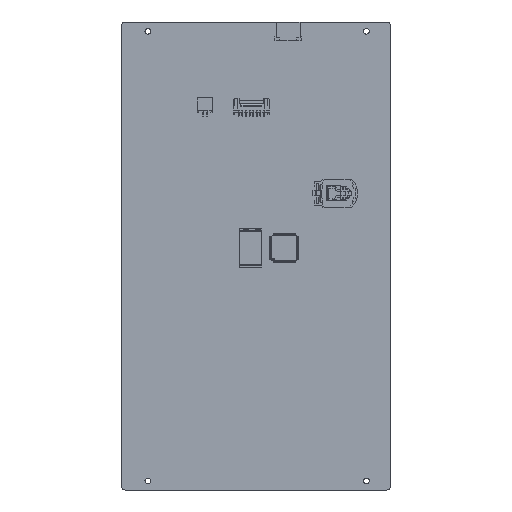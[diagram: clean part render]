
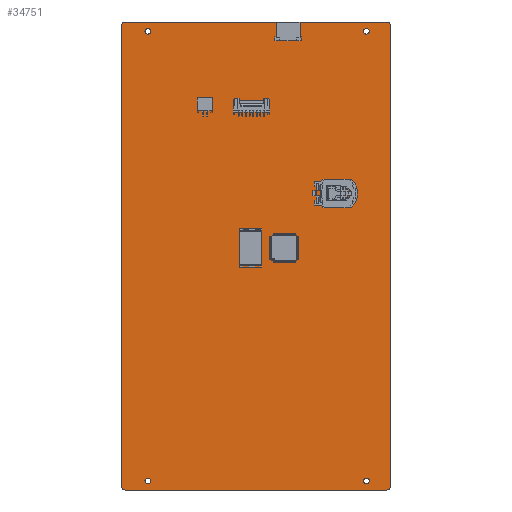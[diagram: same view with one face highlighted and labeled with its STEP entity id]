
A CAD part, front view. The second image highlights one B-rep face of the part: STEP entity #34751.
In plain terms, the highlighted planar face has unit normal (0, -1, 0).
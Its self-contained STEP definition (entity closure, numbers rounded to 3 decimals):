
#118=FACE_BOUND('',#3531,.T.);
#119=FACE_BOUND('',#3532,.T.);
#120=FACE_BOUND('',#3533,.T.);
#121=FACE_BOUND('',#3534,.T.);
#150=PLANE('',#37037);
#1661=FACE_OUTER_BOUND('',#3530,.T.);
#3530=EDGE_LOOP('',(#22819,#22820,#22821,#22822,#22823,#22824,#22825,#22826));
#3531=EDGE_LOOP('',(#22827));
#3532=EDGE_LOOP('',(#22828));
#3533=EDGE_LOOP('',(#22829));
#3534=EDGE_LOOP('',(#22830));
#5432=LINE('',#49238,#9663);
#5433=LINE('',#49242,#9664);
#5434=LINE('',#49246,#9665);
#5435=LINE('',#49249,#9666);
#9663=VECTOR('',#39700,10.);
#9664=VECTOR('',#39703,10.);
#9665=VECTOR('',#39706,10.);
#9666=VECTOR('',#39709,10.);
#13892=CIRCLE('',#37035,2.);
#13894=CIRCLE('',#37038,2.);
#13895=CIRCLE('',#37039,2.);
#13896=CIRCLE('',#37040,2.);
#13897=CIRCLE('',#37041,1.6);
#13898=CIRCLE('',#37042,1.6);
#13899=CIRCLE('',#37043,1.6);
#13900=CIRCLE('',#37044,1.6);
#14652=VERTEX_POINT('',#49228);
#14653=VERTEX_POINT('',#49229);
#14656=VERTEX_POINT('',#49237);
#14657=VERTEX_POINT('',#49239);
#14658=VERTEX_POINT('',#49241);
#14659=VERTEX_POINT('',#49243);
#14660=VERTEX_POINT('',#49245);
#14661=VERTEX_POINT('',#49247);
#14662=VERTEX_POINT('',#49250);
#14663=VERTEX_POINT('',#49252);
#14664=VERTEX_POINT('',#49254);
#14665=VERTEX_POINT('',#49256);
#17816=EDGE_CURVE('',#14652,#14653,#13892,.T.);
#17820=EDGE_CURVE('',#14652,#14656,#5432,.T.);
#17821=EDGE_CURVE('',#14657,#14656,#13894,.T.);
#17822=EDGE_CURVE('',#14657,#14658,#5433,.T.);
#17823=EDGE_CURVE('',#14659,#14658,#13895,.T.);
#17824=EDGE_CURVE('',#14659,#14660,#5434,.T.);
#17825=EDGE_CURVE('',#14661,#14660,#13896,.T.);
#17826=EDGE_CURVE('',#14661,#14653,#5435,.T.);
#17827=EDGE_CURVE('',#14662,#14662,#13897,.T.);
#17828=EDGE_CURVE('',#14663,#14663,#13898,.T.);
#17829=EDGE_CURVE('',#14664,#14664,#13899,.T.);
#17830=EDGE_CURVE('',#14665,#14665,#13900,.T.);
#22819=ORIENTED_EDGE('',*,*,#17816,.F.);
#22820=ORIENTED_EDGE('',*,*,#17820,.T.);
#22821=ORIENTED_EDGE('',*,*,#17821,.F.);
#22822=ORIENTED_EDGE('',*,*,#17822,.T.);
#22823=ORIENTED_EDGE('',*,*,#17823,.F.);
#22824=ORIENTED_EDGE('',*,*,#17824,.T.);
#22825=ORIENTED_EDGE('',*,*,#17825,.F.);
#22826=ORIENTED_EDGE('',*,*,#17826,.T.);
#22827=ORIENTED_EDGE('',*,*,#17827,.T.);
#22828=ORIENTED_EDGE('',*,*,#17828,.T.);
#22829=ORIENTED_EDGE('',*,*,#17829,.T.);
#22830=ORIENTED_EDGE('',*,*,#17830,.T.);
#34751=ADVANCED_FACE('',(#1661,#118,#119,#120,#121),#150,.T.);
#37035=AXIS2_PLACEMENT_3D('',#49230,#39692,#39693);
#37037=AXIS2_PLACEMENT_3D('',#49236,#39698,#39699);
#37038=AXIS2_PLACEMENT_3D('',#49240,#39701,#39702);
#37039=AXIS2_PLACEMENT_3D('',#49244,#39704,#39705);
#37040=AXIS2_PLACEMENT_3D('',#49248,#39707,#39708);
#37041=AXIS2_PLACEMENT_3D('',#49251,#39710,#39711);
#37042=AXIS2_PLACEMENT_3D('',#49253,#39712,#39713);
#37043=AXIS2_PLACEMENT_3D('',#49255,#39714,#39715);
#37044=AXIS2_PLACEMENT_3D('',#49257,#39716,#39717);
#39692=DIRECTION('center_axis',(0.,1.,0.));
#39693=DIRECTION('ref_axis',(-0.707,0.,-0.707));
#39698=DIRECTION('center_axis',(0.,-1.,0.));
#39699=DIRECTION('ref_axis',(0.,0.,-1.));
#39700=DIRECTION('',(1.,0.,0.));
#39701=DIRECTION('center_axis',(0.,1.,0.));
#39702=DIRECTION('ref_axis',(0.707,0.,-0.707));
#39703=DIRECTION('',(0.,0.,1.));
#39704=DIRECTION('center_axis',(0.,1.,0.));
#39705=DIRECTION('ref_axis',(0.707,0.,0.707));
#39706=DIRECTION('',(-1.,0.,0.));
#39707=DIRECTION('center_axis',(0.,1.,0.));
#39708=DIRECTION('ref_axis',(-0.707,0.,0.707));
#39709=DIRECTION('',(0.,0.,-1.));
#39710=DIRECTION('center_axis',(0.,1.,0.));
#39711=DIRECTION('ref_axis',(1.,0.,0.));
#39712=DIRECTION('center_axis',(0.,1.,0.));
#39713=DIRECTION('ref_axis',(1.,0.,0.));
#39714=DIRECTION('center_axis',(0.,1.,0.));
#39715=DIRECTION('ref_axis',(1.,0.,0.));
#39716=DIRECTION('center_axis',(0.,1.,0.));
#39717=DIRECTION('ref_axis',(1.,0.,0.));
#49228=CARTESIAN_POINT('',(-146.1,-0.8,-257.8));
#49229=CARTESIAN_POINT('',(-148.1,-0.8,-255.8));
#49230=CARTESIAN_POINT('Origin',(-146.1,-0.8,-255.8));
#49236=CARTESIAN_POINT('Origin',(-74.05,-0.8,-128.9));
#49237=CARTESIAN_POINT('',(-2.,-0.8,-257.8));
#49238=CARTESIAN_POINT('',(-148.1,-0.8,-257.8));
#49239=CARTESIAN_POINT('',(0.,-0.8,-255.8));
#49240=CARTESIAN_POINT('Origin',(-2.,-0.8,-255.8));
#49241=CARTESIAN_POINT('',(0.,-0.8,-2.));
#49242=CARTESIAN_POINT('',(0.,-0.8,-257.8));
#49243=CARTESIAN_POINT('',(-2.,-0.8,0.));
#49244=CARTESIAN_POINT('Origin',(-2.,-0.8,-2.));
#49245=CARTESIAN_POINT('',(-146.1,-0.8,0.));
#49246=CARTESIAN_POINT('',(0.,-0.8,0.));
#49247=CARTESIAN_POINT('',(-148.1,-0.8,-2.));
#49248=CARTESIAN_POINT('Origin',(-146.1,-0.8,-2.));
#49249=CARTESIAN_POINT('',(-148.1,-0.8,0.));
#49250=CARTESIAN_POINT('',(-135.2,-0.8,-5.1));
#49251=CARTESIAN_POINT('Origin',(-133.6,-0.8,-5.1));
#49252=CARTESIAN_POINT('',(-14.8,-0.8,-5.1));
#49253=CARTESIAN_POINT('Origin',(-13.2,-0.8,-5.1));
#49254=CARTESIAN_POINT('',(-135.2,-0.8,-252.8));
#49255=CARTESIAN_POINT('Origin',(-133.6,-0.8,-252.8));
#49256=CARTESIAN_POINT('',(-14.8,-0.8,-252.8));
#49257=CARTESIAN_POINT('Origin',(-13.2,-0.8,-252.8));
